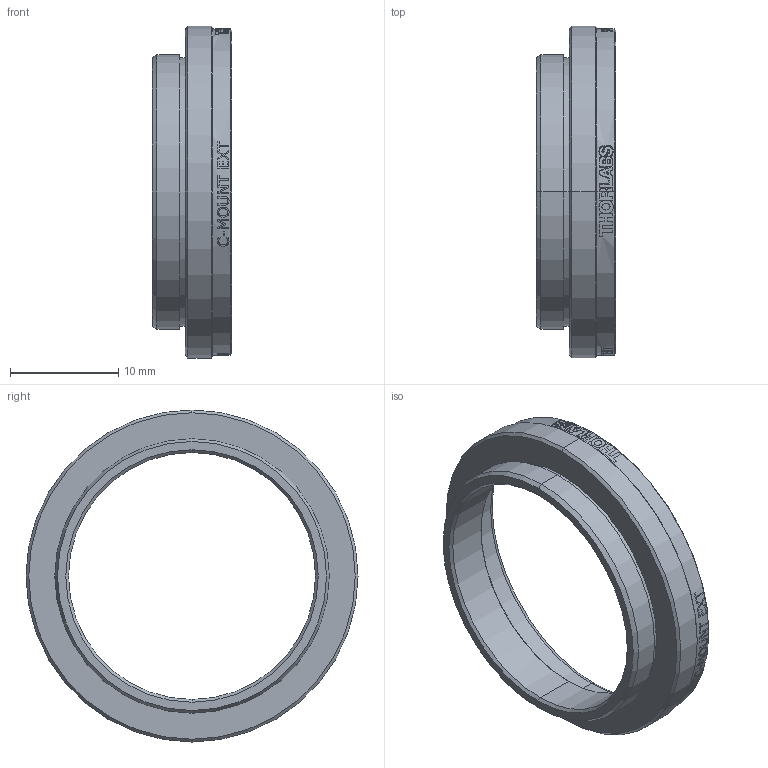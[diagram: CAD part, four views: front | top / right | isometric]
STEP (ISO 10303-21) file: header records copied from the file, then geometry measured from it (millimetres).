
FILE_DESCRIPTION (( 'STEP AP214' ), '1' );
FILE_NAME ('8742-E0W.STEP', '2015-08-27T12:00:24', ( '' ), ( '' ), 'SwSTEP 2.0', 'SolidWorks 2014', '' );
FILE_SCHEMA (( 'AUTOMOTIVE_DESIGN' ));
Length unit declared in the file: inch
Products named in the file (1): 8742-E0W
Bounding box: 7.37 x 30.73 x 30.73 mm (x, y, z)
Surface area: 1874.4 mm2 (no closed solid volume)
Topology: 0 solids, 2 shells, 72 faces, 481 edges, 449 vertices
Faces by surface type: cylinder 53, cone 14, plane 5
Entity records: 7646 total; most frequent: CARTESIAN_POINT 2976, ORIENTED_EDGE 954, DIRECTION 605, EDGE_CURVE 481, VERTEX_POINT 449, AXIS2_PLACEMENT_3D 241, B_SPLINE_CURVE_WITH_KNOTS 190, CIRCLE 168
